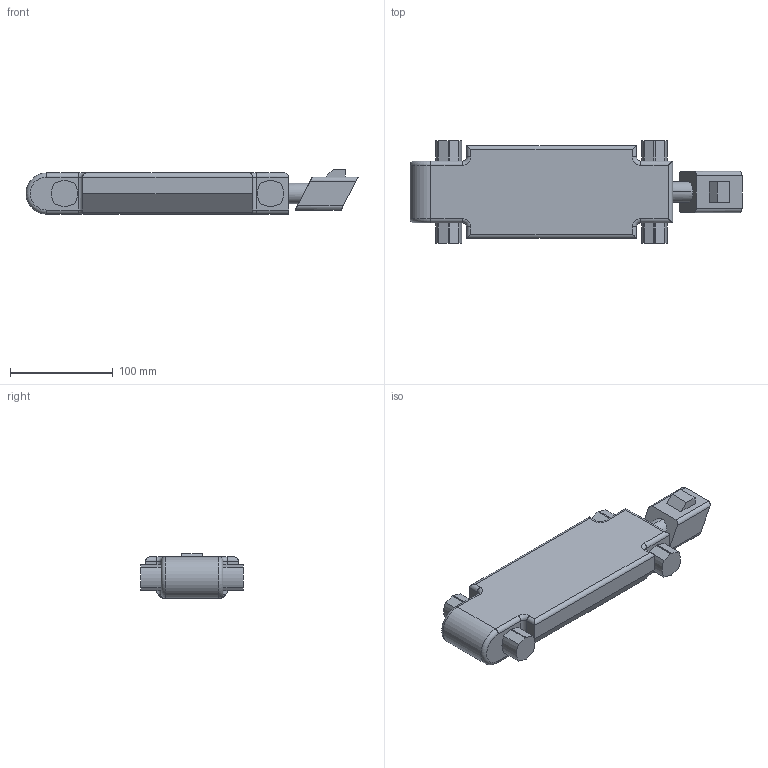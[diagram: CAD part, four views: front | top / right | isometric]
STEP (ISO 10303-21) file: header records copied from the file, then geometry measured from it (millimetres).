
FILE_DESCRIPTION (( 'STEP AP214' ), '1' );
FILE_NAME ('Torso.STEP', '2024-12-04T19:38:55', ( '' ), ( '' ), 'SwSTEP 2.0', 'SolidWorks 2024', '' );
FILE_SCHEMA (( 'AUTOMOTIVE_DESIGN' ));
Length unit declared in the file: millimetre
Products named in the file (1): Torso
Bounding box: 322.47 x 100 x 43 mm (x, y, z)
Volume: 853305.6 mm3; surface area: 77320.6 mm2
Topology: 1 solids, 1 shells, 104 faces, 263 edges, 168 vertices
Faces by surface type: cylinder 48, plane 46, torus 10
Entity records: 3186 total; most frequent: CARTESIAN_POINT 664, ORIENTED_EDGE 526, DIRECTION 525, EDGE_CURVE 263, AXIS2_PLACEMENT_3D 185, VERTEX_POINT 168, VECTOR 155, LINE 155
